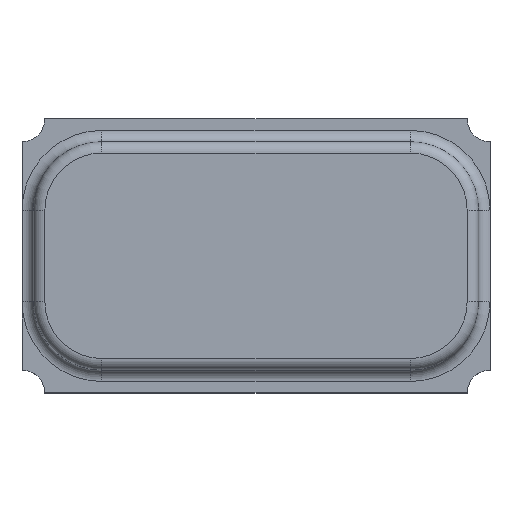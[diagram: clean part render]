
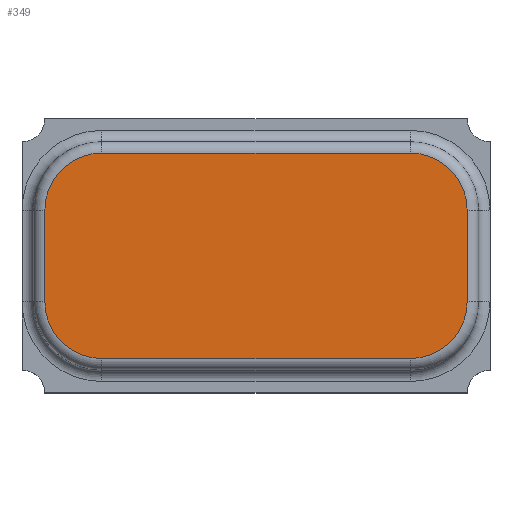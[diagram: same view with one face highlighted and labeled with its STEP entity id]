
A CAD part, top view. The second image highlights one B-rep face of the part: STEP entity #349.
In plain terms, the highlighted planar face has unit normal (0, 0, 1).
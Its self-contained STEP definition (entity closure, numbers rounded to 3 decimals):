
#129 = VERTEX_POINT('',#130);
#130 = CARTESIAN_POINT('',(0.675,-0.45,0.6));
#139 = VERTEX_POINT('',#140);
#140 = CARTESIAN_POINT('',(0.925,-0.2,0.6));
#147 = EDGE_CURVE('',#129,#139,#148,.T.);
#148 = CIRCLE('',#149,0.25);
#149 = AXIS2_PLACEMENT_3D('',#150,#151,#152);
#150 = CARTESIAN_POINT('',(0.675,-0.2,0.6));
#151 = DIRECTION('',(0.,0.,1.));
#152 = DIRECTION('',(0.,-1.,0.));
#219 = VERTEX_POINT('',#220);
#220 = CARTESIAN_POINT('',(-0.675,-0.45,0.6));
#227 = EDGE_CURVE('',#219,#129,#228,.T.);
#228 = LINE('',#229,#230);
#229 = CARTESIAN_POINT('',(-0.675,-0.45,0.6));
#230 = VECTOR('',#231,1.);
#231 = DIRECTION('',(1.,0.,-0.));
#349 = ADVANCED_FACE('',(#350),#403,.F.);
#350 = FACE_BOUND('',#351,.F.);
#351 = EDGE_LOOP('',(#352,#353,#354,#363,#371,#380,#388,#397));
#352 = ORIENTED_EDGE('',*,*,#147,.F.);
#353 = ORIENTED_EDGE('',*,*,#227,.F.);
#354 = ORIENTED_EDGE('',*,*,#355,.F.);
#355 = EDGE_CURVE('',#356,#219,#358,.T.);
#356 = VERTEX_POINT('',#357);
#357 = CARTESIAN_POINT('',(-0.925,-0.2,0.6));
#358 = CIRCLE('',#359,0.25);
#359 = AXIS2_PLACEMENT_3D('',#360,#361,#362);
#360 = CARTESIAN_POINT('',(-0.675,-0.2,0.6));
#361 = DIRECTION('',(0.,0.,1.));
#362 = DIRECTION('',(-1.,0.,0.));
#363 = ORIENTED_EDGE('',*,*,#364,.F.);
#364 = EDGE_CURVE('',#365,#356,#367,.T.);
#365 = VERTEX_POINT('',#366);
#366 = CARTESIAN_POINT('',(-0.925,0.2,0.6));
#367 = LINE('',#368,#369);
#368 = CARTESIAN_POINT('',(-0.925,0.2,0.6));
#369 = VECTOR('',#370,1.);
#370 = DIRECTION('',(0.,-1.,0.));
#371 = ORIENTED_EDGE('',*,*,#372,.F.);
#372 = EDGE_CURVE('',#373,#365,#375,.T.);
#373 = VERTEX_POINT('',#374);
#374 = CARTESIAN_POINT('',(-0.675,0.45,0.6));
#375 = CIRCLE('',#376,0.25);
#376 = AXIS2_PLACEMENT_3D('',#377,#378,#379);
#377 = CARTESIAN_POINT('',(-0.675,0.2,0.6));
#378 = DIRECTION('',(0.,0.,1.));
#379 = DIRECTION('',(0.,1.,-0.));
#380 = ORIENTED_EDGE('',*,*,#381,.F.);
#381 = EDGE_CURVE('',#382,#373,#384,.T.);
#382 = VERTEX_POINT('',#383);
#383 = CARTESIAN_POINT('',(0.675,0.45,0.6));
#384 = LINE('',#385,#386);
#385 = CARTESIAN_POINT('',(0.675,0.45,0.6));
#386 = VECTOR('',#387,1.);
#387 = DIRECTION('',(-1.,0.,0.));
#388 = ORIENTED_EDGE('',*,*,#389,.F.);
#389 = EDGE_CURVE('',#390,#382,#392,.T.);
#390 = VERTEX_POINT('',#391);
#391 = CARTESIAN_POINT('',(0.925,0.2,0.6));
#392 = CIRCLE('',#393,0.25);
#393 = AXIS2_PLACEMENT_3D('',#394,#395,#396);
#394 = CARTESIAN_POINT('',(0.675,0.2,0.6));
#395 = DIRECTION('',(0.,0.,1.));
#396 = DIRECTION('',(1.,0.,-0.));
#397 = ORIENTED_EDGE('',*,*,#398,.F.);
#398 = EDGE_CURVE('',#139,#390,#399,.T.);
#399 = LINE('',#400,#401);
#400 = CARTESIAN_POINT('',(0.925,-0.2,0.6));
#401 = VECTOR('',#402,1.);
#402 = DIRECTION('',(0.,1.,-0.));
#403 = PLANE('',#404);
#404 = AXIS2_PLACEMENT_3D('',#405,#406,#407);
#405 = CARTESIAN_POINT('',(0.675,-0.5,0.6));
#406 = DIRECTION('',(0.,0.,-1.));
#407 = DIRECTION('',(1.,-0.,0.));
